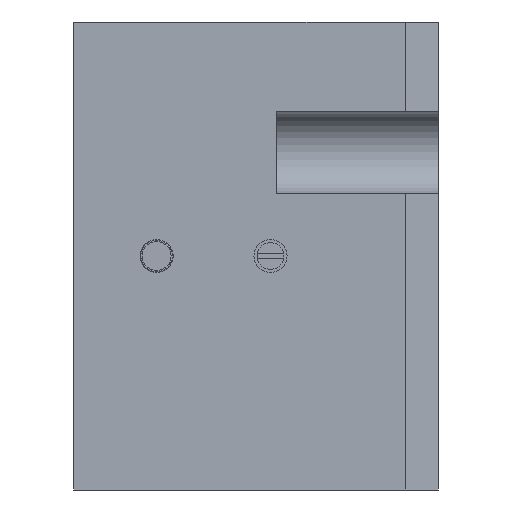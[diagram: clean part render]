
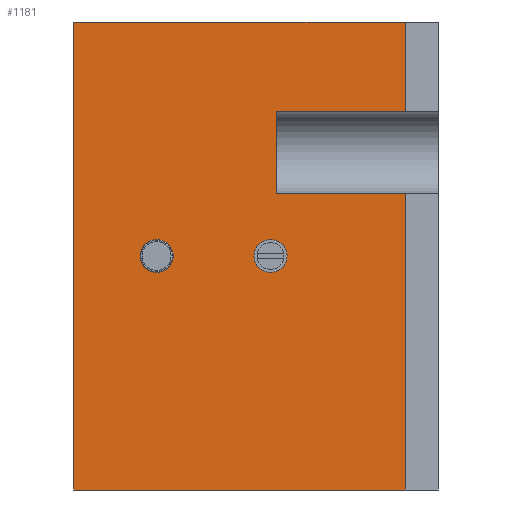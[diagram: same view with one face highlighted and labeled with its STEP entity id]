
A CAD part, left-side view. The second image highlights one B-rep face of the part: STEP entity #1181.
In plain terms, the highlighted planar face has unit normal (-1, 0, 0).
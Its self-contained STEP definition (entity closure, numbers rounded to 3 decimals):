
#48=FACE_BOUND('',#228,.T.);
#49=FACE_BOUND('',#229,.T.);
#86=PLANE('',#1352);
#147=FACE_OUTER_BOUND('',#227,.T.);
#227=EDGE_LOOP('',(#1008,#1009,#1010,#1011,#1012,#1013,#1014,#1015));
#228=EDGE_LOOP('',(#1016));
#229=EDGE_LOOP('',(#1017));
#280=LINE('',#1954,#385);
#283=LINE('',#1966,#388);
#286=LINE('',#1970,#391);
#303=LINE('',#2010,#408);
#318=LINE('',#2044,#423);
#322=LINE('',#2052,#427);
#327=LINE('',#2065,#432);
#329=LINE('',#2068,#434);
#385=VECTOR('',#1540,10.);
#388=VECTOR('',#1551,10.);
#391=VECTOR('',#1556,10.);
#408=VECTOR('',#1589,10.);
#423=VECTOR('',#1622,10.);
#427=VECTOR('',#1630,10.);
#432=VECTOR('',#1645,10.);
#434=VECTOR('',#1649,10.);
#476=CIRCLE('',#1297,4.);
#493=CIRCLE('',#1341,4.);
#531=VERTEX_POINT('',#1841);
#552=VERTEX_POINT('',#1946);
#555=VERTEX_POINT('',#1952);
#558=VERTEX_POINT('',#1962);
#560=VERTEX_POINT('',#1965);
#575=VERTEX_POINT('',#2009);
#580=VERTEX_POINT('',#2027);
#584=VERTEX_POINT('',#2041);
#585=VERTEX_POINT('',#2043);
#590=VERTEX_POINT('',#2064);
#651=EDGE_CURVE('',#531,#531,#476,.T.);
#682=EDGE_CURVE('',#552,#555,#280,.T.);
#687=EDGE_CURVE('',#560,#558,#283,.T.);
#690=EDGE_CURVE('',#555,#560,#286,.T.);
#709=EDGE_CURVE('',#552,#575,#303,.T.);
#718=EDGE_CURVE('',#580,#580,#493,.T.);
#726=EDGE_CURVE('',#585,#584,#318,.T.);
#731=EDGE_CURVE('',#585,#558,#322,.T.);
#737=EDGE_CURVE('',#590,#575,#327,.T.);
#739=EDGE_CURVE('',#590,#584,#329,.T.);
#1008=ORIENTED_EDGE('',*,*,#687,.T.);
#1009=ORIENTED_EDGE('',*,*,#731,.F.);
#1010=ORIENTED_EDGE('',*,*,#726,.T.);
#1011=ORIENTED_EDGE('',*,*,#739,.F.);
#1012=ORIENTED_EDGE('',*,*,#737,.T.);
#1013=ORIENTED_EDGE('',*,*,#709,.F.);
#1014=ORIENTED_EDGE('',*,*,#682,.T.);
#1015=ORIENTED_EDGE('',*,*,#690,.T.);
#1016=ORIENTED_EDGE('',*,*,#651,.T.);
#1017=ORIENTED_EDGE('',*,*,#718,.T.);
#1181=ADVANCED_FACE('',(#147,#48,#49),#86,.T.);
#1297=AXIS2_PLACEMENT_3D('',#1843,#1471,#1472);
#1341=AXIS2_PLACEMENT_3D('',#2028,#1607,#1608);
#1352=AXIS2_PLACEMENT_3D('',#2067,#1647,#1648);
#1471=DIRECTION('center_axis',(1.,0.,0.));
#1472=DIRECTION('ref_axis',(0.,0.,-1.));
#1540=DIRECTION('',(0.,1.,0.));
#1551=DIRECTION('',(0.,-1.,0.));
#1556=DIRECTION('',(0.,0.,1.));
#1589=DIRECTION('',(0.,0.,-1.));
#1607=DIRECTION('center_axis',(1.,0.,0.));
#1608=DIRECTION('ref_axis',(0.,0.,-1.));
#1622=DIRECTION('',(0.,1.,0.));
#1630=DIRECTION('',(0.,0.,-1.));
#1645=DIRECTION('',(0.,-1.,0.));
#1647=DIRECTION('center_axis',(-1.,0.,0.));
#1648=DIRECTION('ref_axis',(0.,0.,1.));
#1649=DIRECTION('',(0.,0.,1.));
#1841=CARTESIAN_POINT('',(-65.5,24.,4.));
#1843=CARTESIAN_POINT('Origin',(-65.5,24.,0.));
#1946=CARTESIAN_POINT('',(-65.5,-36.,15.));
#1952=CARTESIAN_POINT('',(-65.5,-5.,15.));
#1954=CARTESIAN_POINT('',(-65.5,-44.,15.));
#1962=CARTESIAN_POINT('',(-65.5,-36.,35.));
#1965=CARTESIAN_POINT('',(-65.5,-5.,35.));
#1966=CARTESIAN_POINT('',(-65.5,-44.,35.));
#1970=CARTESIAN_POINT('',(-65.5,-5.,12.5));
#2009=CARTESIAN_POINT('',(-65.5,-36.,-56.5));
#2010=CARTESIAN_POINT('',(-65.5,-36.,0.));
#2027=CARTESIAN_POINT('',(-65.5,-3.5,4.));
#2028=CARTESIAN_POINT('Origin',(-65.5,-3.5,0.));
#2041=CARTESIAN_POINT('',(-65.5,44.,56.5));
#2043=CARTESIAN_POINT('',(-65.5,-36.,56.5));
#2044=CARTESIAN_POINT('',(-65.5,-44.,56.5));
#2052=CARTESIAN_POINT('',(-65.5,-36.,0.));
#2064=CARTESIAN_POINT('',(-65.5,44.,-56.5));
#2065=CARTESIAN_POINT('',(-65.5,-44.,-56.5));
#2067=CARTESIAN_POINT('Origin',(-65.5,-44.,0.));
#2068=CARTESIAN_POINT('',(-65.5,44.,0.));
